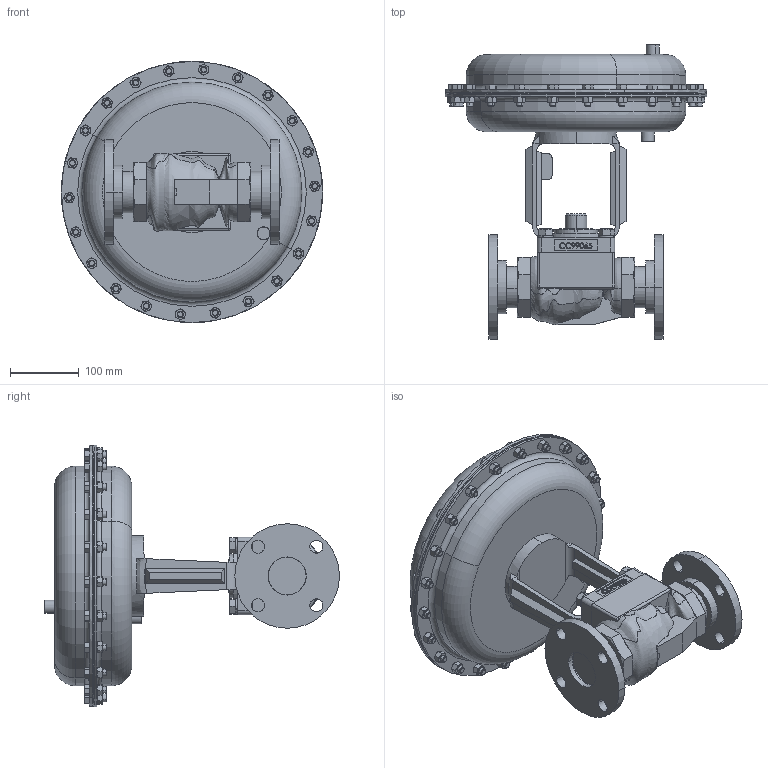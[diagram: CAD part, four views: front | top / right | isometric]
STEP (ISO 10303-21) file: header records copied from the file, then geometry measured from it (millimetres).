
FILE_DESCRIPTION (( 'STEP AP203' ), '1' );
FILE_NAME ('78-200-BR+CS+S6-F5-85M.step', '2017-09-25T13:15:31', ( '' ), ( '' ), 'SwSTEP 2.0', 'SolidWorks 2014', '' );
FILE_SCHEMA (( 'CONFIG_CONTROL_DESIGN' ));
Length unit declared in the file: inch
Products named in the file (1): 78-200-BR+CS+S6-F5-85M
Bounding box: 381 x 429.92 x 381 mm (x, y, z)
Volume: 11910882 mm3; surface area: 620465.4 mm2
Topology: 1 solids, 1 shells, 1378 faces, 3280 edges, 2013 vertices
Faces by surface type: plane 566, cone 488, cylinder 206, bspline 100, torus 10, sphere 8
Entity records: 56305 total; most frequent: CARTESIAN_POINT 26378, ORIENTED_EDGE 6556, DIRECTION 5501, EDGE_CURVE 3278, AXIS2_PLACEMENT_3D 2135, VERTEX_POINT 2013, EDGE_LOOP 1559, FACE_OUTER_BOUND 1378
